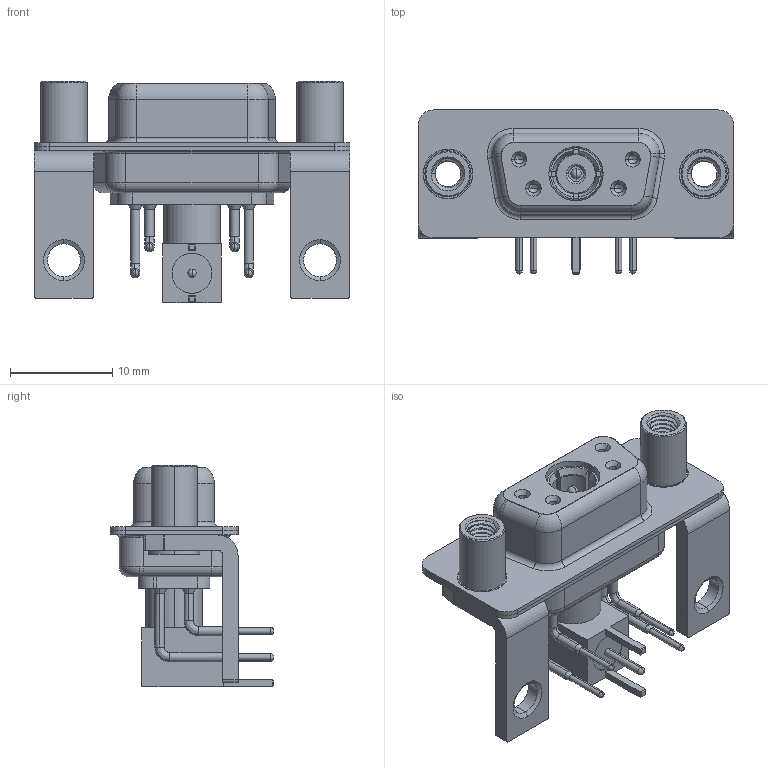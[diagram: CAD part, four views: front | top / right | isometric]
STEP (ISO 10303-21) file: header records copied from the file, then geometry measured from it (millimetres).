
FILE_DESCRIPTION (( 'STEP AP203' ), '1' );
FILE_NAME ('630-5W1-640-5TE.STEP', '2022-05-27T12:01:20', ( '' ), ( '' ), 'SwSTEP 2.0', 'SolidWorks 2020', '' );
FILE_SCHEMA (( 'CONFIG_CONTROL_DESIGN' ));
Length unit declared in the file: millimetre
Products named in the file (15): 630Combo Threaded Standoff_D; 630Combo Stabilizer Bracket; 630Combo Contact Row 2; 630Combo Housing_5W1; 630Combo Shell Rear_09 Contacts; Locking Collar; 630-5W1-640-5TE; 630Combo Contact Row 1; Co-Ax Plug_RA PC Tail; Insulator RA Pin; 630Combo Shell Front_09 Contacts; Pin_RA; RA Back Shell; Co-Ax Plug Assy_RA; Insulator Pin_Straight PC Tail
Assembly tree (18 placements, depth 3):
  630-5W1-640-5TE
    630Combo Housing_5W1
    630Combo Shell Front_09 Contacts
    630Combo Shell Rear_09 Contacts
    630Combo Stabilizer Bracket  x2
    630Combo Threaded Standoff_D  x2
    Co-Ax Plug Assy_RA
      Co-Ax Plug_RA PC Tail
      Insulator Pin_Straight PC Tail
      Pin_RA
      Locking Collar
      RA Back Shell
      Insulator RA Pin
    630Combo Contact Row 1  x2
    630Combo Contact Row 2  x2
Bounding box: 30.8 x 16 x 21.61 mm (x, y, z)
Volume: 2355.1 mm3; surface area: 5936.1 mm2
Topology: 17 solids, 17 shells, 757 faces, 1896 edges, 1196 vertices
Faces by surface type: cylinder 366, plane 216, cone 85, torus 63, bspline 23, sphere 4
Entity records: 21828 total; most frequent: CARTESIAN_POINT 5907, DIRECTION 3158, ORIENTED_EDGE 2892, EDGE_CURVE 1446, AXIS2_PLACEMENT_3D 1269, VERTEX_POINT 919, EDGE_LOOP 673, CIRCLE 664
